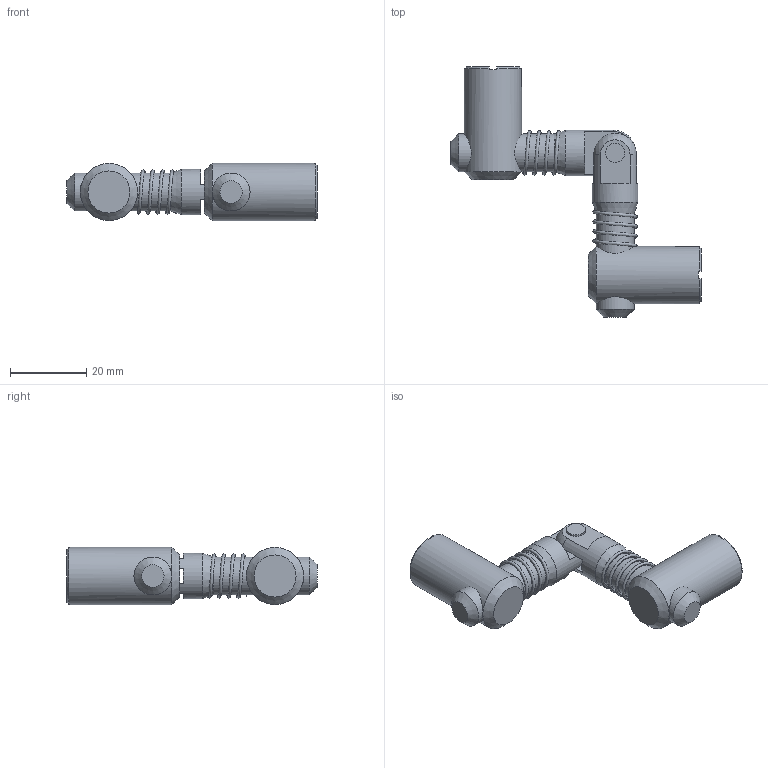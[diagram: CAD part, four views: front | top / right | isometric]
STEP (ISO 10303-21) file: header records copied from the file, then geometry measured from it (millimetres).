
FILE_DESCRIPTION(/* description */ ('Connessione snodata per giunzione foro frontale'),/* implementation_level */ '2;1');
FILE_NAME(/* name */ 'PCE45-07.stp',/* time_stamp */ '2021-02-19T08:25:48+01:00',/* author */ ('omnitec'),/* organization */ ('Microsoft'),/* preprocessor_version */ 'ST-DEVELOPER v18.1',/* originating_system */ 'Autodesk Inventor 2021',/* authorisation */ '');
FILE_SCHEMA (('CONFIG_CONTROL_DESIGN','AUTOMOTIVE_DESIGN { 1 0 10303 214 3 1 1 }'));
Length unit declared in the file: millimetre
Products named in the file (1): PCE45-07
Bounding box: 65.5 x 65.5 x 15 mm (x, y, z)
Volume: 331 mm3; surface area: 8276.8 mm2
Topology: 3 solids, 9 shells, 71 faces, 194 edges, 137 vertices
Faces by surface type: plane 39, cone 16, cylinder 9, bspline 4, sphere 3
Full cylindrical faces by diameter (mm): 5 x1, 8.5 x2, 9.9 x2, 11.9 x2, 15 x2
Entity records: 7475 total; most frequent: CARTESIAN_POINT 5654, DIRECTION 355, ORIENTED_EDGE 352, EDGE_CURVE 192, AXIS2_PLACEMENT_3D 138, VERTEX_POINT 137, EDGE_LOOP 85, LINE 79
